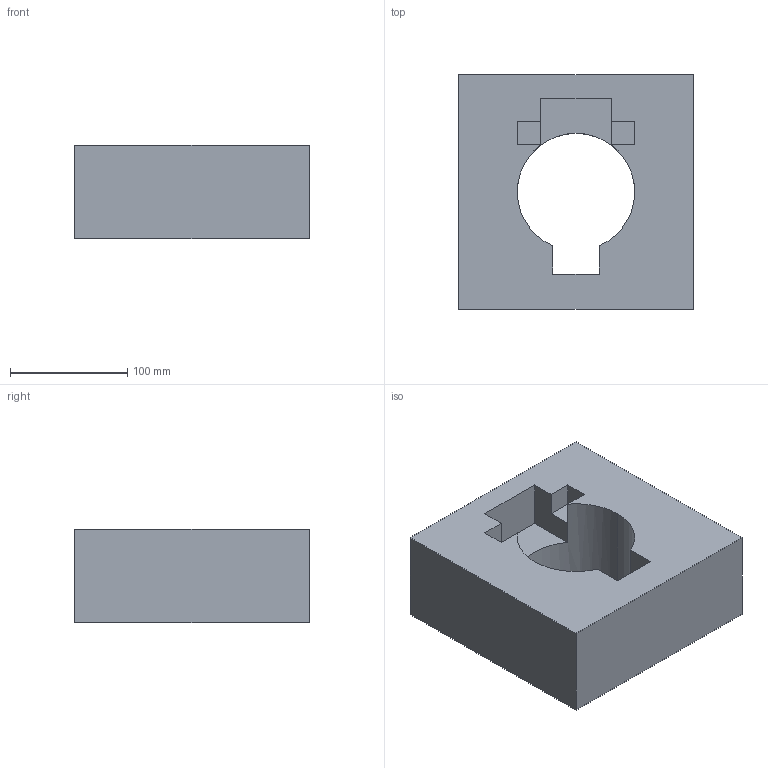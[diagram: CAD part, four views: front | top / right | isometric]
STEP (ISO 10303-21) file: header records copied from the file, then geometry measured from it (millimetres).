
FILE_DESCRIPTION(('produced by SPATIAL CORP'),'2;1');
FILE_NAME('ex33.hh.sat.stp', '2002-04-19T11:06:20+00:00',('SPATIAL CORP'),('SPATIAL CORP'), 'ACIS STEP Husk','http://www.spatial.com','SPATIAL CORP');
FILE_SCHEMA(('CONFIG_CONTROL_DESIGN'));
Length unit declared in the file: millimetre
Products named in the file (1): PRODUCT_ID_1
Bounding box: 200 x 200 x 80 mm (x, y, z)
Volume: 2407656.2 mm3; surface area: 160117.1 mm2
Topology: 1 solids, 1 shells, 24 faces, 64 edges, 42 vertices
Faces by surface type: plane 21, cylinder 3
Entity records: 755 total; most frequent: ORIENTED_EDGE 128, CARTESIAN_POINT 114, DIRECTION 94, EDGE_CURVE 64, VECTOR 50, LINE 50, VERTEX_POINT 42, EDGE_LOOP 26
